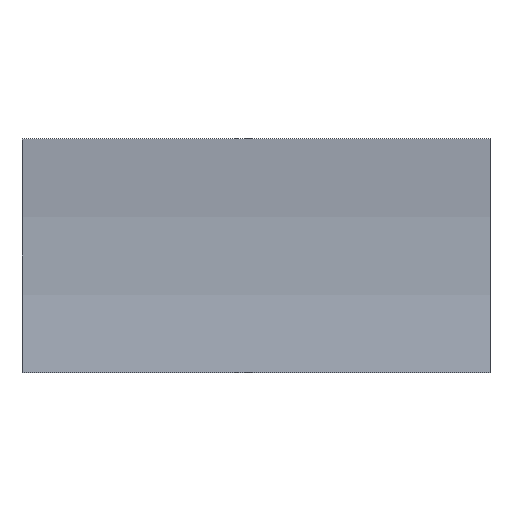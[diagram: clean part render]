
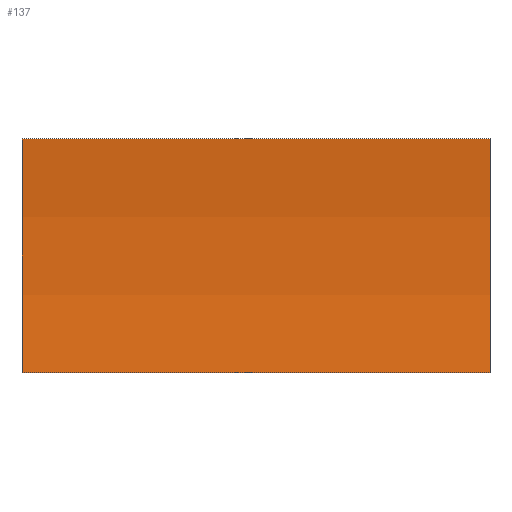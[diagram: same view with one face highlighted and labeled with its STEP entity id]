
A CAD part, left-side view. The second image highlights one B-rep face of the part: STEP entity #137.
In plain terms, the highlighted cylindrical face has radius 77.55 mm (diameter 155.1 mm), a partial arc.
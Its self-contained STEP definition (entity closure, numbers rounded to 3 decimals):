
#1 = CIRCLE ( 'NONE', #204, 77.55 ) ;
#2 = EDGE_CURVE ( 'NONE', #58, #117, #200, .T. ) ;
#3 = CARTESIAN_POINT ( 'NONE',  ( -3.647, 0., 20. ) ) ;
#5 = VECTOR ( 'NONE', #43, 1000. ) ;
#8 = AXIS2_PLACEMENT_3D ( 'NONE', #81, #159, #99 ) ;
#10 = VECTOR ( 'NONE', #49, 1000. ) ;
#14 = CARTESIAN_POINT ( 'NONE',  ( -80.55, 40., 10. ) ) ;
#25 = CARTESIAN_POINT ( 'NONE',  ( -3.647, 40., 0. ) ) ;
#28 = CARTESIAN_POINT ( 'NONE',  ( -3.647, 40., 0. ) ) ;
#32 = CARTESIAN_POINT ( 'NONE',  ( -80.55, 0., 10. ) ) ;
#43 = DIRECTION ( 'NONE',  ( 0., -1., 0. ) ) ;
#47 = FACE_OUTER_BOUND ( 'NONE', #72, .T. ) ;
#49 = DIRECTION ( 'NONE',  ( 0., -1., 0. ) ) ;
#58 = VERTEX_POINT ( 'NONE', #169 ) ;
#60 = EDGE_CURVE ( 'NONE', #95, #189, #86, .T. ) ;
#66 = AXIS2_PLACEMENT_3D ( 'NONE', #14, #76, #82 ) ;
#72 = EDGE_LOOP ( 'NONE', ( #85, #105, #186, #147 ) ) ;
#76 = DIRECTION ( 'NONE',  ( 0., -1., 0. ) ) ;
#80 = DIRECTION ( 'NONE',  ( 0., 0., 1. ) ) ;
#81 = CARTESIAN_POINT ( 'NONE',  ( -80.55, 40., 10. ) ) ;
#82 = DIRECTION ( 'NONE',  ( 0., 0., -1. ) ) ;
#85 = ORIENTED_EDGE ( 'NONE', *, *, #150, .T. ) ;
#86 = LINE ( 'NONE', #25, #10 ) ;
#95 = VERTEX_POINT ( 'NONE', #28 ) ;
#99 = DIRECTION ( 'NONE',  ( 0., 0., 1. ) ) ;
#101 = CIRCLE ( 'NONE', #8, 77.55 ) ;
#105 = ORIENTED_EDGE ( 'NONE', *, *, #2, .F. ) ;
#116 = DIRECTION ( 'NONE',  ( 0., -1., 0. ) ) ;
#117 = VERTEX_POINT ( 'NONE', #3 ) ;
#120 = CYLINDRICAL_SURFACE ( 'NONE', #66, 77.55 ) ;
#137 = ADVANCED_FACE ( 'NONE', ( #47 ), #120, .F. ) ;
#142 = CARTESIAN_POINT ( 'NONE',  ( -3.647, 40., 20. ) ) ;
#147 = ORIENTED_EDGE ( 'NONE', *, *, #60, .T. ) ;
#150 = EDGE_CURVE ( 'NONE', #189, #117, #1, .T. ) ;
#155 = CARTESIAN_POINT ( 'NONE',  ( -3.647, 0., 0. ) ) ;
#156 = EDGE_CURVE ( 'NONE', #95, #58, #101, .T. ) ;
#159 = DIRECTION ( 'NONE',  ( 0., -1., 0. ) ) ;
#169 = CARTESIAN_POINT ( 'NONE',  ( -3.647, 40., 20. ) ) ;
#186 = ORIENTED_EDGE ( 'NONE', *, *, #156, .F. ) ;
#189 = VERTEX_POINT ( 'NONE', #155 ) ;
#200 = LINE ( 'NONE', #142, #5 ) ;
#204 = AXIS2_PLACEMENT_3D ( 'NONE', #32, #116, #80 ) ;
